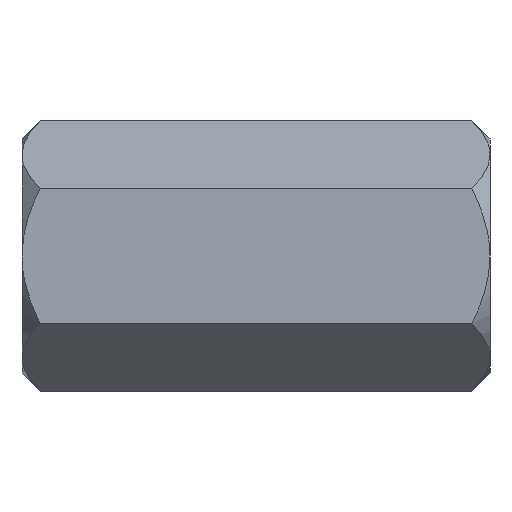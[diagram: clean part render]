
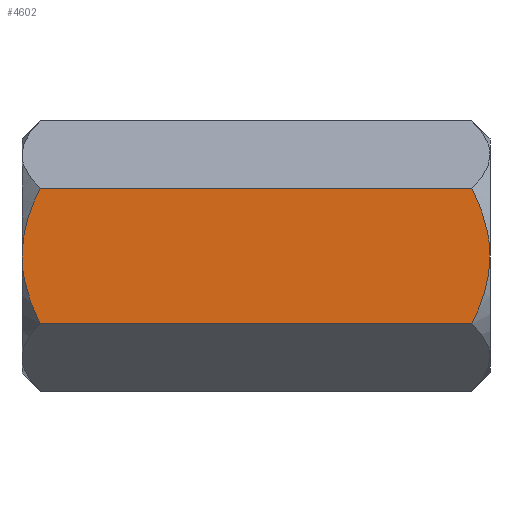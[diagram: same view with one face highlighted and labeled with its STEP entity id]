
A CAD part, left-side view. The second image highlights one B-rep face of the part: STEP entity #4602.
In plain terms, the highlighted planar face has unit normal (-1, 0, 0).
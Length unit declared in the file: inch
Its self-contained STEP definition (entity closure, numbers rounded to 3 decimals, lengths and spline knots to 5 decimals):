
#4 = ORIENTED_EDGE ( 'NONE', *, *, #2301, .F. ) ;
#151 = VERTEX_POINT ( 'NONE', #1478 ) ;
#198 = DIRECTION ( 'NONE',  ( 0., 0., -1. ) ) ;
#219 = CARTESIAN_POINT ( 'NONE',  ( -0.3125, 0.625, 0. ) ) ;
#245 = CARTESIAN_POINT ( 'NONE',  ( -0.3125, -0.625, 0. ) ) ;
#315 = CARTESIAN_POINT ( 'NONE',  ( -0.3125, -0.58358, -0.16657 ) ) ;
#450 = CARTESIAN_POINT ( 'NONE',  ( -0.3125, 0.57666, 0.18042 ) ) ;
#555 = VERTEX_POINT ( 'NONE', #1008 ) ;
#629 = CARTESIAN_POINT ( 'NONE',  ( -0.3125, 0.57666, -0.18042 ) ) ;
#744 = EDGE_CURVE ( 'NONE', #555, #151, #1833, .T. ) ;
#852 = PLANE ( 'NONE',  #1667 ) ;
#1005 = CARTESIAN_POINT ( 'NONE',  ( -0.3125, 0.625, -0.01585 ) ) ;
#1008 = CARTESIAN_POINT ( 'NONE',  ( -0.3125, -0.57666, 0.18042 ) ) ;
#1071 = CARTESIAN_POINT ( 'NONE',  ( -0.3125, -0.57666, 0.18042 ) ) ;
#1162 = CARTESIAN_POINT ( 'NONE',  ( -0.3125, -0.625, 0. ) ) ;
#1182 = CARTESIAN_POINT ( 'NONE',  ( -0.3125, 0.625, -0.18042 ) ) ;
#1282 = ORIENTED_EDGE ( 'NONE', *, *, #3755, .T. ) ;
#1337 = CARTESIAN_POINT ( 'NONE',  ( -0.3125, -0.60175, -0.12349 ) ) ;
#1478 = CARTESIAN_POINT ( 'NONE',  ( -0.3125, -0.625, 0. ) ) ;
#1486 = CARTESIAN_POINT ( 'NONE',  ( -0.3125, -0.625, 0.03171 ) ) ;
#1511 = CARTESIAN_POINT ( 'NONE',  ( -0.3125, -0.60714, 0.10813 ) ) ;
#1582 = ORIENTED_EDGE ( 'NONE', *, *, #1697, .F. ) ;
#1646 = CARTESIAN_POINT ( 'NONE',  ( -0.3125, 0.58363, 0.16647 ) ) ;
#1667 = AXIS2_PLACEMENT_3D ( 'NONE', #1182, #4111, #198 ) ;
#1672 = CARTESIAN_POINT ( 'NONE',  ( -0.3125, 0.62011, 0.06264 ) ) ;
#1674 = CARTESIAN_POINT ( 'NONE',  ( -0.3125, -0.62378, -0.03166 ) ) ;
#1685 = VERTEX_POINT ( 'NONE', #219 ) ;
#1697 = EDGE_CURVE ( 'NONE', #151, #2070, #2110, .T. ) ;
#1833 = B_SPLINE_CURVE_WITH_KNOTS ( 'NONE', 3,
 ( #1071, #2902, #2241, #3993, #1511, #4318, #1486, #1162 ),
 .UNSPECIFIED., .F., .F.,
 ( 4, 2, 2, 4 ),
 ( 0.03125, 0.03243, 0.03362, 0.036 ),
 .UNSPECIFIED. ) ;
#1988 = CARTESIAN_POINT ( 'NONE',  ( -0.3125, 0.607, -0.10857 ) ) ;
#2070 = VERTEX_POINT ( 'NONE', #4222 ) ;
#2098 = B_SPLINE_CURVE_WITH_KNOTS ( 'NONE', 3,
 ( #629, #3140, #3390, #4555, #1988, #2783, #3413, #4210, #1005, #4143 ),
 .UNSPECIFIED., .F., .F.,
 ( 4, 2, 2, 2, 4 ),
 ( 0.02822, 0.0294, 0.03059, 0.03177, 0.03296 ),
 .UNSPECIFIED. ) ;
#2110 = B_SPLINE_CURVE_WITH_KNOTS ( 'NONE', 3,
 ( #245, #2775, #1674, #3109, #3131, #4544, #1337, #3846, #315, #3177 ),
 .UNSPECIFIED., .F., .F.,
 ( 4, 2, 2, 2, 4 ),
 ( 0.036, 0.03719, 0.03838, 0.03956, 0.04075 ),
 .UNSPECIFIED. ) ;
#2212 = B_SPLINE_CURVE_WITH_KNOTS ( 'NONE', 3,
 ( #3152, #3866, #1672, #4566, #3800, #2773, #1646, #3473 ),
 .UNSPECIFIED., .F., .F.,
 ( 4, 2, 2, 4 ),
 ( 0.03296, 0.03532, 0.03651, 0.03769 ),
 .UNSPECIFIED. ) ;
#2241 = CARTESIAN_POINT ( 'NONE',  ( -0.3125, -0.59013, 0.15226 ) ) ;
#2301 = EDGE_CURVE ( 'NONE', #1685, #4040, #2212, .T. ) ;
#2329 = CARTESIAN_POINT ( 'NONE',  ( -0.3125, 0.57666, -0.18042 ) ) ;
#2465 = LINE ( 'NONE', #4223, #2863 ) ;
#2682 = FACE_OUTER_BOUND ( 'NONE', #3500, .T. ) ;
#2696 = EDGE_CURVE ( 'NONE', #3448, #1685, #2098, .T. ) ;
#2773 = CARTESIAN_POINT ( 'NONE',  ( -0.3125, 0.59013, 0.15226 ) ) ;
#2775 = CARTESIAN_POINT ( 'NONE',  ( -0.3125, -0.625, -0.01584 ) ) ;
#2783 = CARTESIAN_POINT ( 'NONE',  ( -0.3125, 0.61571, -0.07814 ) ) ;
#2863 = VECTOR ( 'NONE', #3494, 39.37008 ) ;
#2902 = CARTESIAN_POINT ( 'NONE',  ( -0.3125, -0.58363, 0.16647 ) ) ;
#2966 = CARTESIAN_POINT ( 'NONE',  ( -0.3125, 0.625, 0.18042 ) ) ;
#3109 = CARTESIAN_POINT ( 'NONE',  ( -0.3125, -0.61913, -0.06277 ) ) ;
#3131 = CARTESIAN_POINT ( 'NONE',  ( -0.3125, -0.61571, -0.07814 ) ) ;
#3140 = CARTESIAN_POINT ( 'NONE',  ( -0.3125, 0.58358, -0.16657 ) ) ;
#3152 = CARTESIAN_POINT ( 'NONE',  ( -0.3125, 0.625, 0. ) ) ;
#3177 = CARTESIAN_POINT ( 'NONE',  ( -0.3125, -0.57666, -0.18042 ) ) ;
#3244 = EDGE_CURVE ( 'NONE', #4040, #555, #3957, .T. ) ;
#3263 = DIRECTION ( 'NONE',  ( 0., -1., 0. ) ) ;
#3390 = CARTESIAN_POINT ( 'NONE',  ( -0.3125, 0.59005, -0.15245 ) ) ;
#3413 = CARTESIAN_POINT ( 'NONE',  ( -0.3125, 0.61913, -0.06277 ) ) ;
#3429 = ORIENTED_EDGE ( 'NONE', *, *, #3244, .F. ) ;
#3448 = VERTEX_POINT ( 'NONE', #2329 ) ;
#3473 = CARTESIAN_POINT ( 'NONE',  ( -0.3125, 0.57666, 0.18042 ) ) ;
#3494 = DIRECTION ( 'NONE',  ( 0., -1., 0. ) ) ;
#3500 = EDGE_LOOP ( 'NONE', ( #4293, #3429, #4, #4112, #1282, #1582 ) ) ;
#3755 = EDGE_CURVE ( 'NONE', #3448, #2070, #2465, .T. ) ;
#3800 = CARTESIAN_POINT ( 'NONE',  ( -0.3125, 0.60188, 0.12314 ) ) ;
#3846 = CARTESIAN_POINT ( 'NONE',  ( -0.3125, -0.59005, -0.15245 ) ) ;
#3866 = CARTESIAN_POINT ( 'NONE',  ( -0.3125, 0.625, 0.03171 ) ) ;
#3957 = LINE ( 'NONE', #2966, #4424 ) ;
#3993 = CARTESIAN_POINT ( 'NONE',  ( -0.3125, -0.60188, 0.12314 ) ) ;
#4040 = VERTEX_POINT ( 'NONE', #450 ) ;
#4111 = DIRECTION ( 'NONE',  ( 1., 0., 0. ) ) ;
#4112 = ORIENTED_EDGE ( 'NONE', *, *, #2696, .F. ) ;
#4143 = CARTESIAN_POINT ( 'NONE',  ( -0.3125, 0.625, 0. ) ) ;
#4210 = CARTESIAN_POINT ( 'NONE',  ( -0.3125, 0.62378, -0.03166 ) ) ;
#4222 = CARTESIAN_POINT ( 'NONE',  ( -0.3125, -0.57666, -0.18042 ) ) ;
#4223 = CARTESIAN_POINT ( 'NONE',  ( -0.3125, 0.625, -0.18042 ) ) ;
#4293 = ORIENTED_EDGE ( 'NONE', *, *, #744, .F. ) ;
#4318 = CARTESIAN_POINT ( 'NONE',  ( -0.3125, -0.62011, 0.06264 ) ) ;
#4424 = VECTOR ( 'NONE', #3263, 39.37008 ) ;
#4544 = CARTESIAN_POINT ( 'NONE',  ( -0.3125, -0.607, -0.10856 ) ) ;
#4555 = CARTESIAN_POINT ( 'NONE',  ( -0.3125, 0.60175, -0.12349 ) ) ;
#4566 = CARTESIAN_POINT ( 'NONE',  ( -0.3125, 0.60714, 0.10813 ) ) ;
#4602 = ADVANCED_FACE ( 'NONE', ( #2682 ), #852, .F. ) ;
